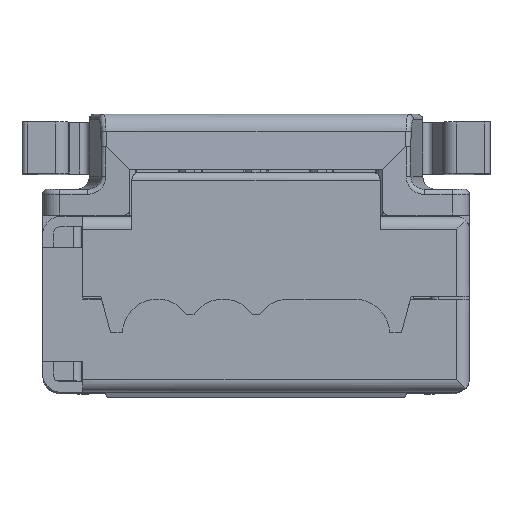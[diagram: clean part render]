
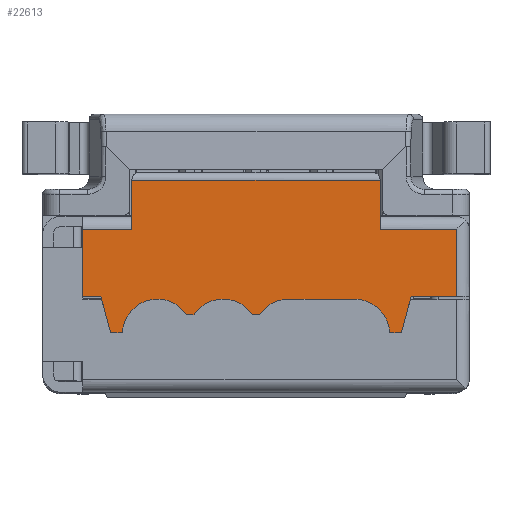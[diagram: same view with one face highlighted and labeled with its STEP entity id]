
A CAD part, top view. The second image highlights one B-rep face of the part: STEP entity #22613.
In plain terms, the highlighted planar face has unit normal (0, 0, 1).
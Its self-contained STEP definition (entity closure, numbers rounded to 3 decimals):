
#1442=FACE_OUTER_BOUND('',#2696,.T.);
#2696=EDGE_LOOP('',(#19947,#19948,#19949,#19950,#19951,#19952,#19953,#19954,
#19955,#19956,#19957,#19958,#19959,#19960,#19961,#19962,#19963,#19964,#19965,
#19966));
#3087=CIRCLE('',#24121,1.36);
#3088=CIRCLE('',#24122,1.36);
#3089=CIRCLE('',#24123,1.36);
#3090=CIRCLE('',#24124,1.36);
#5652=LINE('',#36514,#8501);
#5690=LINE('',#36595,#8539);
#5702=LINE('',#36618,#8551);
#5704=LINE('',#36621,#8553);
#5705=LINE('',#36625,#8554);
#5706=LINE('',#36628,#8555);
#5707=LINE('',#36630,#8556);
#5708=LINE('',#36632,#8557);
#5709=LINE('',#36634,#8558);
#5710=LINE('',#36636,#8559);
#5711=LINE('',#36637,#8560);
#5712=LINE('',#36639,#8561);
#5713=LINE('',#36641,#8562);
#5714=LINE('',#36643,#8563);
#5715=LINE('',#36647,#8564);
#5716=LINE('',#36651,#8565);
#8501=VECTOR('',#29535,2.6);
#8539=VECTOR('',#29581,1.75);
#8551=VECTOR('',#29599,0.456);
#8553=VECTOR('',#29603,1.449);
#8554=VECTOR('',#29606,2.54);
#8555=VECTOR('',#29609,2.6);
#8556=VECTOR('',#29610,2.95);
#8557=VECTOR('',#29611,1.9);
#8558=VECTOR('',#29612,9.6);
#8559=VECTOR('',#29613,1.9);
#8560=VECTOR('',#29614,1.9);
#8561=VECTOR('',#29615,0.7);
#8562=VECTOR('',#29616,1.449);
#8563=VECTOR('',#29617,0.456);
#8564=VECTOR('',#29620,0.284);
#8565=VECTOR('',#29623,0.284);
#10730=VERTEX_POINT('',#36511);
#10731=VERTEX_POINT('',#36513);
#10769=VERTEX_POINT('',#36592);
#10770=VERTEX_POINT('',#36594);
#10777=VERTEX_POINT('',#36614);
#10778=VERTEX_POINT('',#36616);
#10779=VERTEX_POINT('',#36623);
#10780=VERTEX_POINT('',#36624);
#10781=VERTEX_POINT('',#36627);
#10782=VERTEX_POINT('',#36629);
#10783=VERTEX_POINT('',#36631);
#10784=VERTEX_POINT('',#36633);
#10785=VERTEX_POINT('',#36635);
#10786=VERTEX_POINT('',#36638);
#10787=VERTEX_POINT('',#36640);
#10788=VERTEX_POINT('',#36642);
#10789=VERTEX_POINT('',#36644);
#10790=VERTEX_POINT('',#36646);
#10791=VERTEX_POINT('',#36648);
#10792=VERTEX_POINT('',#36650);
#13822=EDGE_CURVE('',#10731,#10730,#5652,.T.);
#13862=EDGE_CURVE('',#10769,#10770,#5690,.T.);
#13874=EDGE_CURVE('',#10777,#10778,#5702,.T.);
#13876=EDGE_CURVE('',#10778,#10770,#5704,.T.);
#13877=EDGE_CURVE('',#10779,#10780,#5705,.T.);
#13878=EDGE_CURVE('',#10779,#10777,#3087,.T.);
#13879=EDGE_CURVE('',#10769,#10781,#5706,.T.);
#13880=EDGE_CURVE('',#10781,#10782,#5707,.T.);
#13881=EDGE_CURVE('',#10782,#10783,#5708,.T.);
#13882=EDGE_CURVE('',#10783,#10784,#5709,.T.);
#13883=EDGE_CURVE('',#10785,#10784,#5710,.T.);
#13884=EDGE_CURVE('',#10785,#10731,#5711,.T.);
#13885=EDGE_CURVE('',#10786,#10730,#5712,.T.);
#13886=EDGE_CURVE('',#10786,#10787,#5713,.T.);
#13887=EDGE_CURVE('',#10787,#10788,#5714,.T.);
#13888=EDGE_CURVE('',#10788,#10789,#3088,.T.);
#13889=EDGE_CURVE('',#10789,#10790,#5715,.T.);
#13890=EDGE_CURVE('',#10790,#10791,#3089,.T.);
#13891=EDGE_CURVE('',#10791,#10792,#5716,.T.);
#13892=EDGE_CURVE('',#10792,#10780,#3090,.T.);
#19947=ORIENTED_EDGE('',*,*,#13877,.F.);
#19948=ORIENTED_EDGE('',*,*,#13878,.T.);
#19949=ORIENTED_EDGE('',*,*,#13874,.T.);
#19950=ORIENTED_EDGE('',*,*,#13876,.T.);
#19951=ORIENTED_EDGE('',*,*,#13862,.F.);
#19952=ORIENTED_EDGE('',*,*,#13879,.T.);
#19953=ORIENTED_EDGE('',*,*,#13880,.T.);
#19954=ORIENTED_EDGE('',*,*,#13881,.T.);
#19955=ORIENTED_EDGE('',*,*,#13882,.T.);
#19956=ORIENTED_EDGE('',*,*,#13883,.F.);
#19957=ORIENTED_EDGE('',*,*,#13884,.T.);
#19958=ORIENTED_EDGE('',*,*,#13822,.T.);
#19959=ORIENTED_EDGE('',*,*,#13885,.F.);
#19960=ORIENTED_EDGE('',*,*,#13886,.T.);
#19961=ORIENTED_EDGE('',*,*,#13887,.T.);
#19962=ORIENTED_EDGE('',*,*,#13888,.T.);
#19963=ORIENTED_EDGE('',*,*,#13889,.T.);
#19964=ORIENTED_EDGE('',*,*,#13890,.T.);
#19965=ORIENTED_EDGE('',*,*,#13891,.T.);
#19966=ORIENTED_EDGE('',*,*,#13892,.T.);
#21455=PLANE('',#24120);
#22613=ADVANCED_FACE('',(#1442),#21455,.T.);
#24120=AXIS2_PLACEMENT_3D('',#36622,#29604,#29605);
#24121=AXIS2_PLACEMENT_3D('',#36626,#29607,#29608);
#24122=AXIS2_PLACEMENT_3D('',#36645,#29618,#29619);
#24123=AXIS2_PLACEMENT_3D('',#36649,#29621,#29622);
#24124=AXIS2_PLACEMENT_3D('',#36652,#29624,#29625);
#29535=DIRECTION('',(0.,-1.,0.));
#29581=DIRECTION('',(-1.,0.,0.));
#29599=DIRECTION('',(1.,0.,0.));
#29603=DIRECTION('',(0.259,0.966,0.));
#29604=DIRECTION('center_axis',(0.,0.,1.));
#29605=DIRECTION('ref_axis',(0.,1.,0.));
#29606=DIRECTION('',(-1.,0.,0.));
#29607=DIRECTION('center_axis',(0.,0.,-1.));
#29608=DIRECTION('ref_axis',(1.,0.,0.));
#29609=DIRECTION('',(0.,1.,0.));
#29610=DIRECTION('',(-1.,0.,0.));
#29611=DIRECTION('',(0.,1.,0.));
#29612=DIRECTION('',(-1.,0.,0.));
#29613=DIRECTION('',(0.,1.,0.));
#29614=DIRECTION('',(-1.,0.,0.));
#29615=DIRECTION('',(-1.,0.,0.));
#29616=DIRECTION('',(0.259,-0.966,0.));
#29617=DIRECTION('',(1.,0.,0.));
#29618=DIRECTION('center_axis',(0.,0.,-1.));
#29619=DIRECTION('ref_axis',(1.,0.,0.));
#29620=DIRECTION('',(1.,0.,0.));
#29621=DIRECTION('center_axis',(0.,0.,-1.));
#29622=DIRECTION('ref_axis',(1.,0.,0.));
#29623=DIRECTION('',(1.,0.,0.));
#29624=DIRECTION('center_axis',(0.,0.,-1.));
#29625=DIRECTION('ref_axis',(1.,0.,0.));
#36511=CARTESIAN_POINT('',(1.55,0.05,22.5));
#36513=CARTESIAN_POINT('',(1.55,2.65,22.5));
#36514=CARTESIAN_POINT('',(1.55,3.15,22.5));
#36592=CARTESIAN_POINT('',(16.,0.05,22.5));
#36594=CARTESIAN_POINT('',(14.25,0.05,22.5));
#36595=CARTESIAN_POINT('',(15.725,0.05,22.5));
#36614=CARTESIAN_POINT('',(13.419,-1.35,22.5));
#36616=CARTESIAN_POINT('',(13.875,-1.35,22.5));
#36618=CARTESIAN_POINT('',(8.25,-1.35,22.5));
#36621=CARTESIAN_POINT('',(14.062,-0.65,22.5));
#36622=CARTESIAN_POINT('Origin',(8.25,3.15,22.5));
#36623=CARTESIAN_POINT('',(12.06,-0.05,22.5));
#36624=CARTESIAN_POINT('',(9.52,-0.05,22.5));
#36625=CARTESIAN_POINT('',(10.79,-0.05,22.5));
#36626=CARTESIAN_POINT('Origin',(12.06,-1.41,22.5));
#36627=CARTESIAN_POINT('',(16.,2.65,22.5));
#36628=CARTESIAN_POINT('',(16.,3.15,22.5));
#36629=CARTESIAN_POINT('',(13.05,2.65,22.5));
#36630=CARTESIAN_POINT('',(8.25,2.65,22.5));
#36631=CARTESIAN_POINT('',(13.05,4.55,22.5));
#36632=CARTESIAN_POINT('',(13.05,3.15,22.5));
#36633=CARTESIAN_POINT('',(3.45,4.55,22.5));
#36634=CARTESIAN_POINT('',(8.25,4.55,22.5));
#36635=CARTESIAN_POINT('',(3.45,2.65,22.5));
#36636=CARTESIAN_POINT('',(3.45,3.15,22.5));
#36637=CARTESIAN_POINT('',(8.25,2.65,22.5));
#36638=CARTESIAN_POINT('',(2.25,0.05,22.5));
#36639=CARTESIAN_POINT('',(1.9,0.05,22.5));
#36640=CARTESIAN_POINT('',(2.625,-1.35,22.5));
#36641=CARTESIAN_POINT('',(2.439,-0.655,22.5));
#36642=CARTESIAN_POINT('',(3.081,-1.35,22.5));
#36643=CARTESIAN_POINT('',(8.25,-1.35,22.5));
#36644=CARTESIAN_POINT('',(5.568,-0.65,22.5));
#36645=CARTESIAN_POINT('Origin',(4.44,-1.41,22.5));
#36646=CARTESIAN_POINT('',(5.852,-0.65,22.5));
#36647=CARTESIAN_POINT('',(8.25,-0.65,22.5));
#36648=CARTESIAN_POINT('',(8.108,-0.65,22.5));
#36649=CARTESIAN_POINT('Origin',(6.98,-1.41,22.5));
#36650=CARTESIAN_POINT('',(8.392,-0.65,22.5));
#36651=CARTESIAN_POINT('',(8.25,-0.65,22.5));
#36652=CARTESIAN_POINT('Origin',(9.52,-1.41,22.5));
